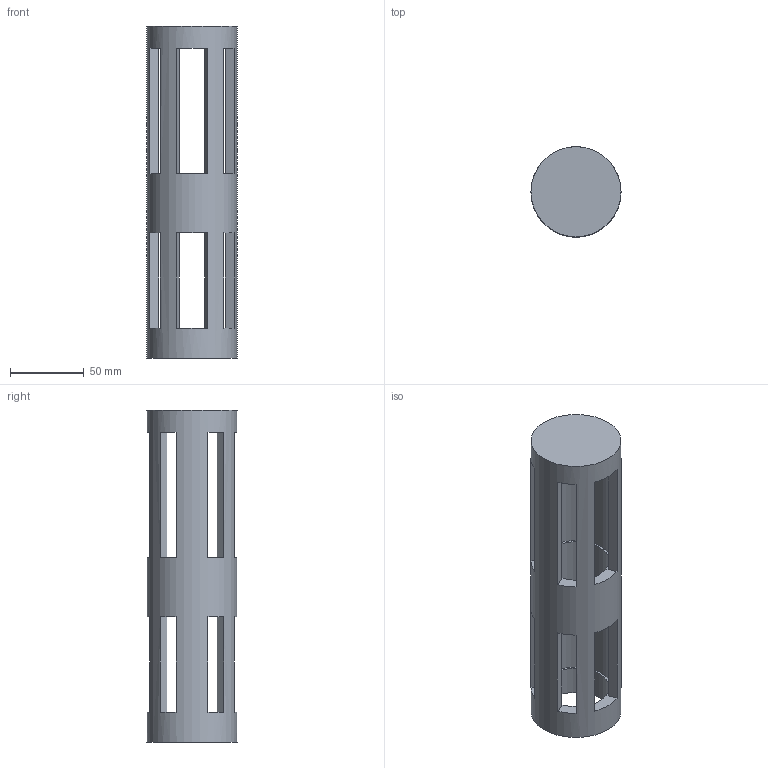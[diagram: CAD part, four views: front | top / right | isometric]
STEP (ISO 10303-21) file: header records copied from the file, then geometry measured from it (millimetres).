
FILE_DESCRIPTION(/* description */ (''),/* implementation_level */ '2;1');
FILE_NAME(/* name */ 'RocketMotorShell v2.step',/* time_stamp */ '2025-07-25T22:46:58-07:00',/* author */ (''),/* organization */ (''),/* preprocessor_version */ 'ST-DEVELOPER v20.1',/* originating_system */ 'Autodesk Translation Framework v14.10.0.0',/* authorisation */ '');
FILE_SCHEMA (('AUTOMOTIVE_DESIGN { 1 0 10303 214 3 1 1 }'));
Length unit declared in the file: millimetre
Products named in the file (1): RocketMotorShell
Bounding box: 61 x 61 x 225 mm (x, y, z)
Volume: 207227.3 mm3; surface area: 69184.9 mm2
Topology: 1 solids, 1 shells, 45 faces, 153 edges, 102 vertices
Faces by surface type: plane 30, cylinder 15
Full cylindrical faces by diameter (mm): 45 x2, 61 x1
Entity records: 1762 total; most frequent: ORIENTED_EDGE 306, CARTESIAN_POINT 301, DIRECTION 299, EDGE_CURVE 153, VERTEX_POINT 102, AXIS2_PLACEMENT_3D 100, LINE 99, VECTOR 99
